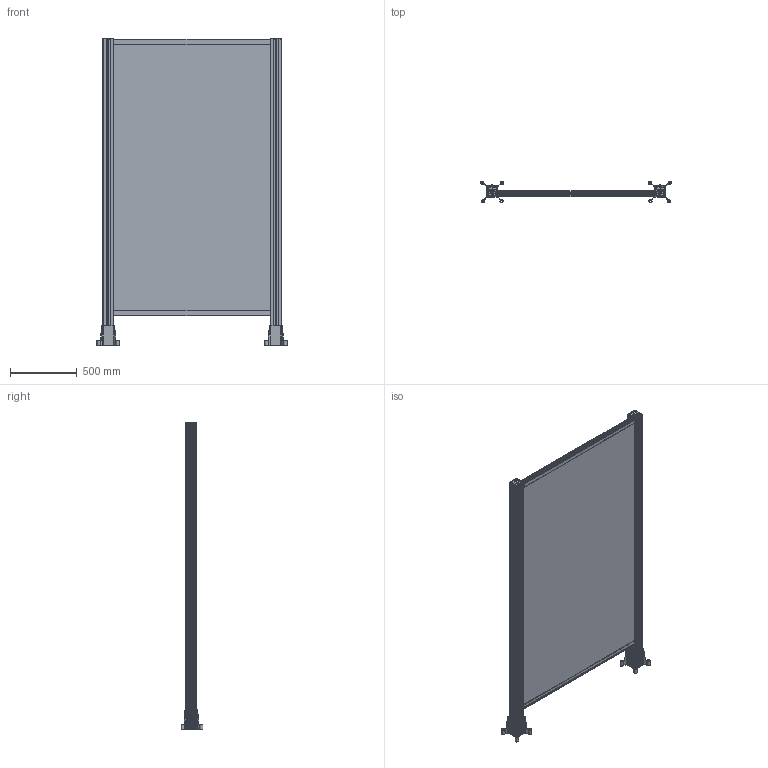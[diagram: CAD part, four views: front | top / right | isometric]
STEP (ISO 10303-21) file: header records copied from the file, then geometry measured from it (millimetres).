
FILE_DESCRIPTION(/* description */ ('Bezeichnung'),/* implementation_level */ '2;1');
FILE_NAME(/* name */ 'SZ8101N.stp',/* time_stamp */ '2015-11-17T10:40:50+01:00',/* author */ ('Marina Kaa'),/* organization */ (''),/* preprocessor_version */ 'ST-DEVELOPER v15.6',/* originating_system */ 'Autodesk Inventor 2015',/* authorisation */ 'Stückzahl');
FILE_SCHEMA (('AUTOMOTIVE_DESIGN { 1 0 10303 214 3 1 1 }'));
Products named in the file (1): SZ8101_K
Bounding box: 1431.94 x 163.49 x 2304 mm (x, y, z)
Volume: 17607683.7 mm3; surface area: 14540922.5 mm2
Topology: 5 solids, 7 shells, 4014 faces, 11896 edges, 7774 vertices
Faces by surface type: plane 1544, cylinder 1200, bspline 1154, cone 88, torus 16, sphere 12
Full cylindrical faces by diameter (mm): 4.2 x8, 5.1 x4, 6.647 x4, 6.65 x8, 6.8 x2, 7.8 x4, 7.9 x4, 8 x4, 8.2 x8, 11.8 x4, 12 x4, 13 x8
Entity records: 162195 total; most frequent: CARTESIAN_POINT 57900, ORIENTED_EDGE 23304, DIRECTION 17326, EDGE_CURVE 11650, VERTEX_POINT 7658, LINE 6456, VECTOR 6456, AXIS2_PLACEMENT_3D 5435
